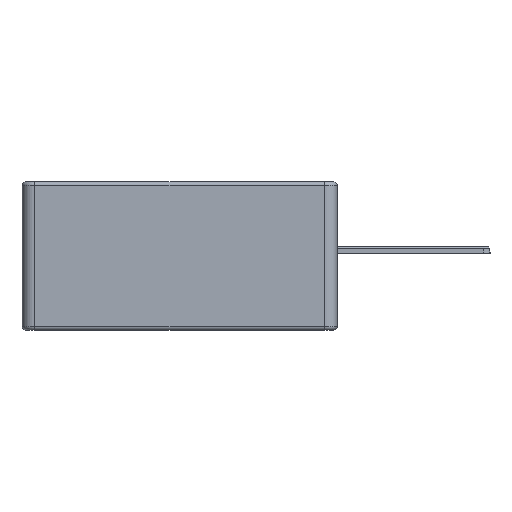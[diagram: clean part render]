
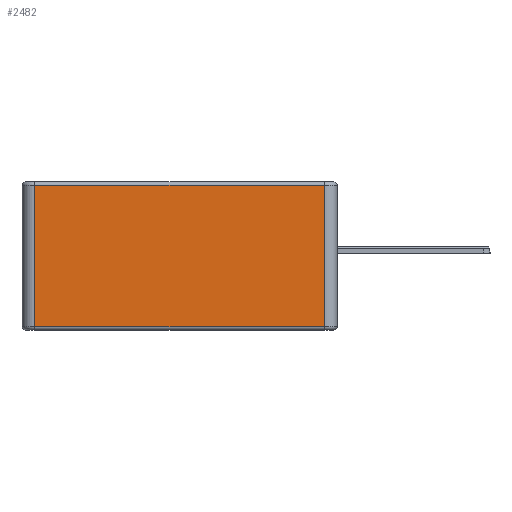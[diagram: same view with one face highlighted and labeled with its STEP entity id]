
A CAD part, left-side view. The second image highlights one B-rep face of the part: STEP entity #2482.
In plain terms, the highlighted planar face has unit normal (-1, 0, 0).
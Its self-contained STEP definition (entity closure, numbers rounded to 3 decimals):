
#681=ORIENTED_EDGE('',*,*,#1182,.T.);
#682=ORIENTED_EDGE('',*,*,#1183,.T.);
#683=ORIENTED_EDGE('',*,*,#1184,.T.);
#684=ORIENTED_EDGE('',*,*,#1185,.T.);
#1182=EDGE_CURVE('',#1466,#1467,#1697,.F.);
#1183=EDGE_CURVE('',#1467,#1468,#1698,.T.);
#1184=EDGE_CURVE('',#1468,#1469,#1699,.T.);
#1185=EDGE_CURVE('',#1469,#1466,#1700,.F.);
#1466=VERTEX_POINT('',#4139);
#1467=VERTEX_POINT('',#4140);
#1468=VERTEX_POINT('',#4142);
#1469=VERTEX_POINT('',#4144);
#1697=LINE('',#4138,#1940);
#1698=LINE('',#4141,#1941);
#1699=LINE('',#4143,#1942);
#1700=LINE('',#4145,#1943);
#1940=VECTOR('',#3339,1000.);
#1941=VECTOR('',#3340,1000.);
#1942=VECTOR('',#3341,1000.);
#1943=VECTOR('',#3342,1000.);
#2088=EDGE_LOOP('',(#681,#682,#683,#684));
#2271=FACE_BOUND('',#2088,.T.);
#2385=PLANE('',#2714);
#2482=ADVANCED_FACE('',(#2271),#2385,.T.);
#2714=AXIS2_PLACEMENT_3D('',#4137,#3337,#3338);
#3337=DIRECTION('',(-1.,0.,0.));
#3338=DIRECTION('',(0.,-1.,0.));
#3339=DIRECTION('',(0.,0.,1.));
#3340=DIRECTION('',(0.,-1.,0.));
#3341=DIRECTION('',(0.,0.,1.));
#3342=DIRECTION('',(0.,-1.,0.));
#4137=CARTESIAN_POINT('',(-50.,0.,-2.));
#4138=CARTESIAN_POINT('',(-50.,46.,-2.));
#4139=CARTESIAN_POINT('',(-50.,46.,44.));
#4140=CARTESIAN_POINT('',(-50.,46.,-1.));
#4141=CARTESIAN_POINT('',(-50.,-46.,-1.));
#4142=CARTESIAN_POINT('',(-50.,-46.,-1.));
#4143=CARTESIAN_POINT('',(-50.,-46.,-2.));
#4144=CARTESIAN_POINT('',(-50.,-46.,44.));
#4145=CARTESIAN_POINT('',(-50.,0.,44.));
